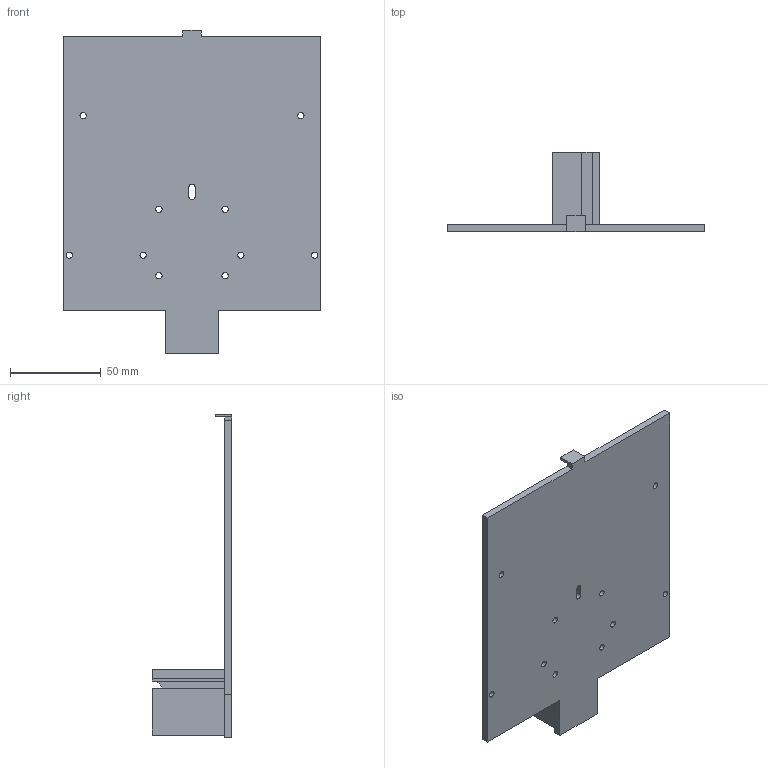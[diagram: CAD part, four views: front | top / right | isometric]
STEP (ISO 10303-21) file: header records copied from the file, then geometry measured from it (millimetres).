
FILE_DESCRIPTION(/* description */ (''),/* implementation_level */ '2;1');
FILE_NAME(/* name */ 'RobotBase.step',/* time_stamp */ '2021-12-03T09:15:24-07:00',/* author */ (''),/* organization */ (''),/* preprocessor_version */ 'ST-DEVELOPER v18.1',/* originating_system */ 'Autodesk Translation Framework v10.10.0.1391',/* authorisation */ '');
FILE_SCHEMA (('AUTOMOTIVE_DESIGN { 1 0 10303 214 3 1 1 }'));
Length unit declared in the file: millimetre
Products named in the file (1): Robot Base
Bounding box: 141.9 x 44 x 178.45 mm (x, y, z)
Volume: 90684.7 mm3; surface area: 57448.1 mm2
Topology: 1 solids, 1 shells, 78 faces, 213 edges, 141 vertices
Faces by surface type: plane 64, cylinder 14
Full cylindrical faces by diameter (mm): 3.5 x10
Entity records: 2522 total; most frequent: CARTESIAN_POINT 433, ORIENTED_EDGE 426, DIRECTION 399, EDGE_CURVE 213, LINE 185, VECTOR 185, VERTEX_POINT 141, AXIS2_PLACEMENT_3D 107
